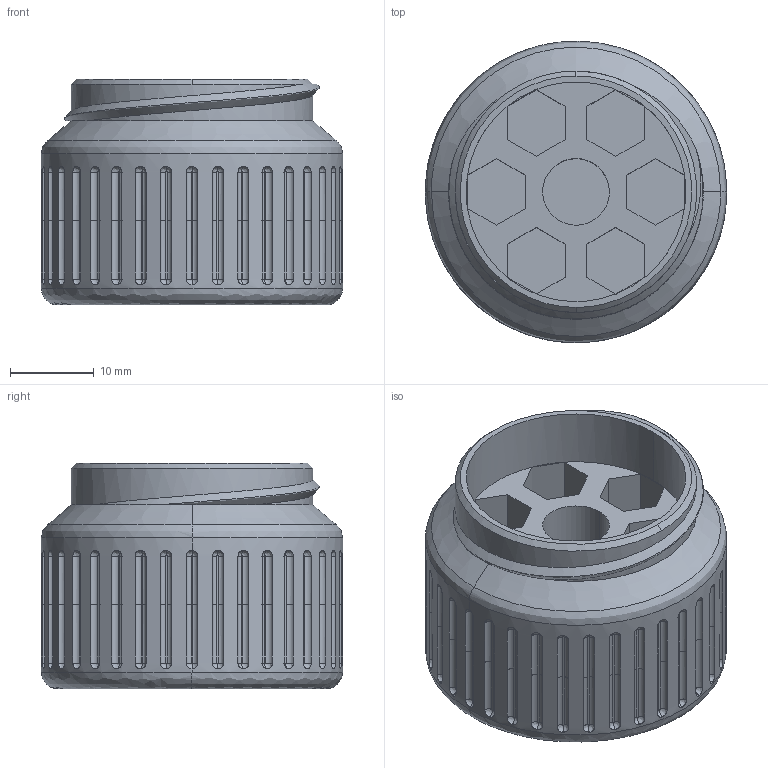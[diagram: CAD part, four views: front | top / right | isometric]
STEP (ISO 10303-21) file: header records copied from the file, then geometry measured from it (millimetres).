
FILE_DESCRIPTION(/* description */ (''),/* implementation_level */ '2;1');
FILE_NAME(/* name */ 'CAN-SH~1',/* time_stamp */ '2025-02-18T17:23:56+08:00',/* author */ (''),/* organization */ (''),/* preprocessor_version */ 'ST-DEVELOPER v16.5',/* originating_system */ '',/* authorisation */ '');
FILE_SCHEMA (('CONFIG_CONTROL_DESIGN'));
Length unit declared in the file: millimetre
Products named in the file (1): Document
Bounding box: 36 x 36 x 27 mm (x, y, z)
Volume: 15320.9 mm3; surface area: 8755.5 mm2
Topology: 1 solids, 1 shells, 426 faces, 1059 edges, 677 vertices
Faces by surface type: bspline 154, cylinder 152, plane 120
Entity records: 15497 total; most frequent: CARTESIAN_POINT 8952, ORIENTED_EDGE 2118, EDGE_CURVE 1059, VERTEX_POINT 677, EDGE_LOOP 468, ADVANCED_FACE 426, FACE_OUTER_BOUND 426, B_SPLINE_CURVE_WITH_KNOTS 424
